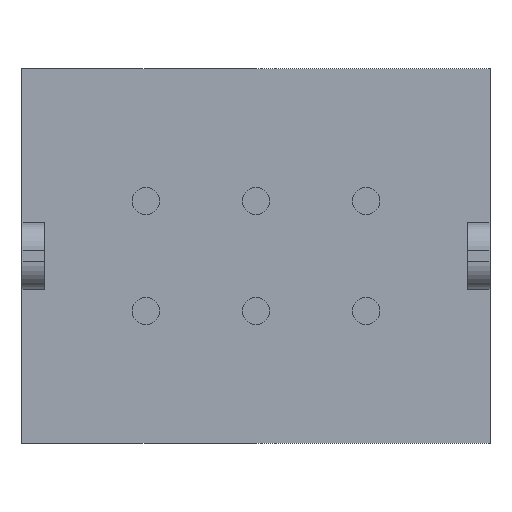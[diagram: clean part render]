
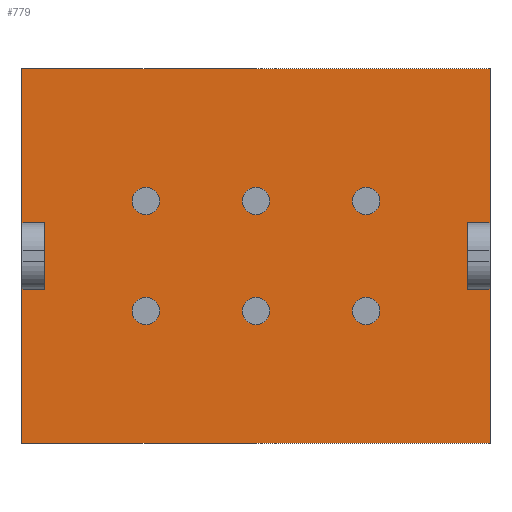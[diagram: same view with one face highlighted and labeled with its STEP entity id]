
A CAD part, front view. The second image highlights one B-rep face of the part: STEP entity #779.
In plain terms, the highlighted planar face has unit normal (0, -1, 0).
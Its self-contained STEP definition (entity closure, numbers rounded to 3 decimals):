
#12 = LINE ( 'NONE', #181, #1746 ) ;
#75 = DIRECTION ( 'NONE',  ( 1., 0., 0. ) ) ;
#127 = VECTOR ( 'NONE', #2666, 1000. ) ;
#137 = VECTOR ( 'NONE', #1760, 1000. ) ;
#149 = DIRECTION ( 'NONE',  ( 0., 0., 1. ) ) ;
#180 = LINE ( 'NONE', #2542, #818 ) ;
#181 = CARTESIAN_POINT ( 'NONE',  ( 8.5, 0., -2.8 ) ) ;
#260 = EDGE_CURVE ( 'NONE', #1510, #553, #180, .T. ) ;
#296 = LINE ( 'NONE', #2427, #1966 ) ;
#299 = VERTEX_POINT ( 'NONE', #715 ) ;
#305 = ORIENTED_EDGE ( 'NONE', *, *, #499, .F. ) ;
#361 = EDGE_CURVE ( 'NONE', #2338, #690, #2586, .T. ) ;
#363 = DIRECTION ( 'NONE',  ( 0., -1., 0. ) ) ;
#376 = VERTEX_POINT ( 'NONE', #2151 ) ;
#396 = DIRECTION ( 'NONE',  ( 0., 0., -1. ) ) ;
#431 = LINE ( 'NONE', #2692, #671 ) ;
#449 = ORIENTED_EDGE ( 'NONE', *, *, #2470, .F. ) ;
#499 = EDGE_CURVE ( 'NONE', #1902, #2471, #1453, .T. ) ;
#553 = VERTEX_POINT ( 'NONE', #1284 ) ;
#584 = CARTESIAN_POINT ( 'NONE',  ( 8.1, 0., -2.8 ) ) ;
#594 = CARTESIAN_POINT ( 'NONE',  ( 0.4, 0., -2.8 ) ) ;
#650 = ORIENTED_EDGE ( 'NONE', *, *, #260, .F. ) ;
#657 = LINE ( 'NONE', #2105, #2554 ) ;
#671 = VECTOR ( 'NONE', #396, 1000. ) ;
#690 = VERTEX_POINT ( 'NONE', #742 ) ;
#715 = CARTESIAN_POINT ( 'NONE',  ( 8.5, 0., -2.8 ) ) ;
#742 = CARTESIAN_POINT ( 'NONE',  ( 8.1, 0., -4. ) ) ;
#744 = CARTESIAN_POINT ( 'NONE',  ( 0., 0., -4. ) ) ;
#779 = ADVANCED_FACE ( 'NONE', ( #1732 ), #2669, .T. ) ;
#812 = ORIENTED_EDGE ( 'NONE', *, *, #2680, .F. ) ;
#818 = VECTOR ( 'NONE', #75, 1000. ) ;
#854 = LINE ( 'NONE', #2303, #2526 ) ;
#868 = EDGE_CURVE ( 'NONE', #299, #2338, #12, .T. ) ;
#889 = LINE ( 'NONE', #2133, #992 ) ;
#891 = ORIENTED_EDGE ( 'NONE', *, *, #2326, .F. ) ;
#907 = EDGE_CURVE ( 'NONE', #2471, #2445, #657, .T. ) ;
#967 = DIRECTION ( 'NONE',  ( 0., 0., 1. ) ) ;
#992 = VECTOR ( 'NONE', #2634, 1000. ) ;
#1003 = VECTOR ( 'NONE', #1067, 1000. ) ;
#1041 = DIRECTION ( 'NONE',  ( 1., 0., 0. ) ) ;
#1067 = DIRECTION ( 'NONE',  ( 0., 0., 1. ) ) ;
#1073 = DIRECTION ( 'NONE',  ( 0., 0., -1. ) ) ;
#1226 = CARTESIAN_POINT ( 'NONE',  ( 0., 0., 0. ) ) ;
#1235 = VECTOR ( 'NONE', #149, 1000. ) ;
#1245 = LINE ( 'NONE', #1472, #1235 ) ;
#1284 = CARTESIAN_POINT ( 'NONE',  ( 8.5, 0., 0. ) ) ;
#1419 = ORIENTED_EDGE ( 'NONE', *, *, #2523, .F. ) ;
#1421 = EDGE_CURVE ( 'NONE', #2106, #1450, #889, .T. ) ;
#1427 = VECTOR ( 'NONE', #1073, 1000. ) ;
#1450 = VERTEX_POINT ( 'NONE', #2539 ) ;
#1453 = LINE ( 'NONE', #2472, #127 ) ;
#1469 = DIRECTION ( 'NONE',  ( -1., 0., 0. ) ) ;
#1472 = CARTESIAN_POINT ( 'NONE',  ( 0.4, 0., -2.8 ) ) ;
#1510 = VERTEX_POINT ( 'NONE', #2006 ) ;
#1624 = DIRECTION ( 'NONE',  ( 0., 0., -1. ) ) ;
#1628 = ORIENTED_EDGE ( 'NONE', *, *, #361, .F. ) ;
#1730 = CARTESIAN_POINT ( 'NONE',  ( 0., 0., -6.8 ) ) ;
#1732 = FACE_OUTER_BOUND ( 'NONE', #2167, .T. ) ;
#1736 = ORIENTED_EDGE ( 'NONE', *, *, #868, .F. ) ;
#1746 = VECTOR ( 'NONE', #1877, 1000. ) ;
#1760 = DIRECTION ( 'NONE',  ( -1., 0., 0. ) ) ;
#1798 = EDGE_CURVE ( 'NONE', #690, #1902, #854, .T. ) ;
#1837 = CARTESIAN_POINT ( 'NONE',  ( 0., 0., 0. ) ) ;
#1844 = VERTEX_POINT ( 'NONE', #594 ) ;
#1877 = DIRECTION ( 'NONE',  ( -1., 0., 0. ) ) ;
#1893 = CARTESIAN_POINT ( 'NONE',  ( 0., 0., -2.8 ) ) ;
#1902 = VERTEX_POINT ( 'NONE', #1942 ) ;
#1942 = CARTESIAN_POINT ( 'NONE',  ( 8.5, 0., -4. ) ) ;
#1966 = VECTOR ( 'NONE', #967, 1000. ) ;
#2006 = CARTESIAN_POINT ( 'NONE',  ( 0., 0., 0. ) ) ;
#2047 = ORIENTED_EDGE ( 'NONE', *, *, #2367, .F. ) ;
#2105 = CARTESIAN_POINT ( 'NONE',  ( 0., 0., -6.8 ) ) ;
#2106 = VERTEX_POINT ( 'NONE', #744 ) ;
#2133 = CARTESIAN_POINT ( 'NONE',  ( 0., 0., -4. ) ) ;
#2151 = CARTESIAN_POINT ( 'NONE',  ( 0., 0., -2.8 ) ) ;
#2167 = EDGE_LOOP ( 'NONE', ( #1628, #1736, #449, #650, #812, #1419, #891, #2176, #2047, #2320, #305, #2412 ) ) ;
#2176 = ORIENTED_EDGE ( 'NONE', *, *, #1421, .F. ) ;
#2228 = LINE ( 'NONE', #1226, #1003 ) ;
#2300 = AXIS2_PLACEMENT_3D ( 'NONE', #1837, #363, #1624 ) ;
#2303 = CARTESIAN_POINT ( 'NONE',  ( 8.5, 0., -4. ) ) ;
#2320 = ORIENTED_EDGE ( 'NONE', *, *, #907, .F. ) ;
#2326 = EDGE_CURVE ( 'NONE', #1450, #1844, #1245, .T. ) ;
#2329 = CARTESIAN_POINT ( 'NONE',  ( 8.1, 0., -2.8 ) ) ;
#2338 = VERTEX_POINT ( 'NONE', #584 ) ;
#2367 = EDGE_CURVE ( 'NONE', #2445, #2106, #2228, .T. ) ;
#2412 = ORIENTED_EDGE ( 'NONE', *, *, #1798, .F. ) ;
#2427 = CARTESIAN_POINT ( 'NONE',  ( 0., 0., 0. ) ) ;
#2445 = VERTEX_POINT ( 'NONE', #1730 ) ;
#2470 = EDGE_CURVE ( 'NONE', #553, #299, #431, .T. ) ;
#2471 = VERTEX_POINT ( 'NONE', #2488 ) ;
#2472 = CARTESIAN_POINT ( 'NONE',  ( 8.5, 0., 0. ) ) ;
#2488 = CARTESIAN_POINT ( 'NONE',  ( 8.5, 0., -6.8 ) ) ;
#2523 = EDGE_CURVE ( 'NONE', #1844, #376, #2567, .T. ) ;
#2526 = VECTOR ( 'NONE', #1041, 1000. ) ;
#2539 = CARTESIAN_POINT ( 'NONE',  ( 0.4, 0., -4. ) ) ;
#2542 = CARTESIAN_POINT ( 'NONE',  ( 0., 0., 0. ) ) ;
#2554 = VECTOR ( 'NONE', #1469, 1000. ) ;
#2567 = LINE ( 'NONE', #1893, #137 ) ;
#2586 = LINE ( 'NONE', #2329, #1427 ) ;
#2634 = DIRECTION ( 'NONE',  ( 1., 0., 0. ) ) ;
#2666 = DIRECTION ( 'NONE',  ( 0., 0., -1. ) ) ;
#2669 = PLANE ( 'NONE',  #2300 ) ;
#2680 = EDGE_CURVE ( 'NONE', #376, #1510, #296, .T. ) ;
#2692 = CARTESIAN_POINT ( 'NONE',  ( 8.5, 0., 0. ) ) ;
